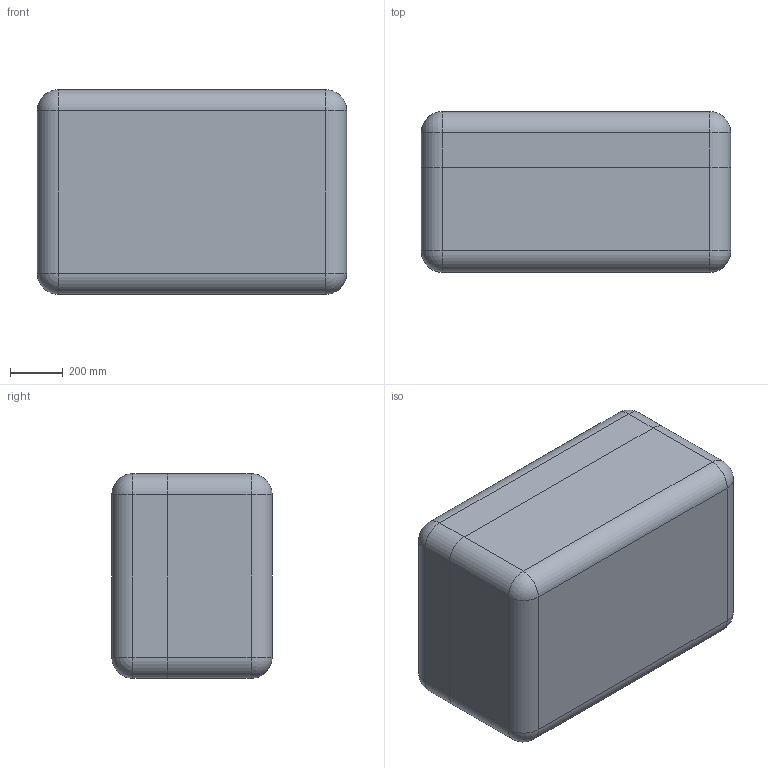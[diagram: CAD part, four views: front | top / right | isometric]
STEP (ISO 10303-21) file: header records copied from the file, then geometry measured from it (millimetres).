
FILE_DESCRIPTION (( 'STEP AP214' ), '1' );
FILE_NAME ('Òðàíñïîðòíûé êîíòåéíåð ÀÄÌÈÐÀË® ÏÐÎÔÅÑÑÈÎÍÀËÜÍÛÅ 220_óïðîùåííàÿ 3D-ìîäåëü.STEP', '2025-09-15T07:10:24', ( '' ), ( '' ), 'SwSTEP 2.0', 'SolidWorks 2021', '' );
FILE_SCHEMA (( 'AUTOMOTIVE_DESIGN' ));
Length unit declared in the file: millimetre
Products named in the file (3): Òðàíñïîðòíûé êîíòåéíåð ÀÄÌÈÐÀË® ÏÐÎÔÅÑÑÈÎÍÀËÜÍÛÅ 220_óïðîùåííàÿ 3D-ìîäåëü; Lid 220 (óïð.); Base 220 (óïð.)
Assembly tree (2 placements, depth 2):
  Òðàíñïîðòíûé êîíòåéíåð ÀÄÌÈÐÀË® ÏÐÎÔÅÑÑÈÎÍÀËÜÍÛÅ 220_óïðîùåííàÿ 3D-ìîäåëü
    Base 220 (óïð.)
    Lid 220 (óïð.)
Bounding box: 1169.66 x 606.26 x 773.42 mm (x, y, z)
Volume: 203666533.8 mm3; surface area: 8478222.2 mm2
Topology: 2 solids, 2 shells, 1545 faces, 3780 edges, 2164 vertices
Faces by surface type: cylinder 600, bspline 392, plane 277, torus 208, sphere 48, cone 20
Entity records: 59072 total; most frequent: CARTESIAN_POINT 25602, ORIENTED_EDGE 7400, DIRECTION 6708, EDGE_CURVE 3700, AXIS2_PLACEMENT_3D 2706, VERTEX_POINT 2164, EDGE_LOOP 1566, CIRCLE 1548
